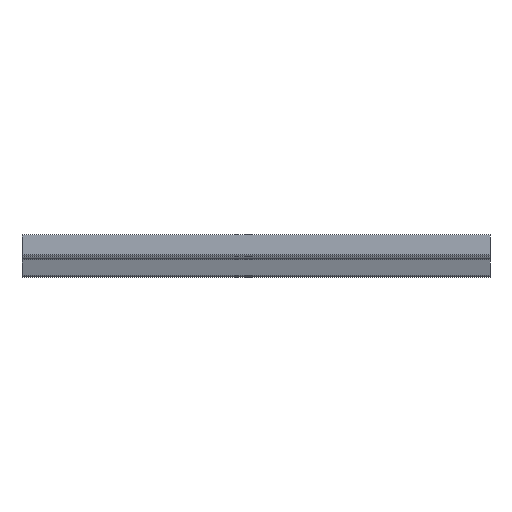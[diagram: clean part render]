
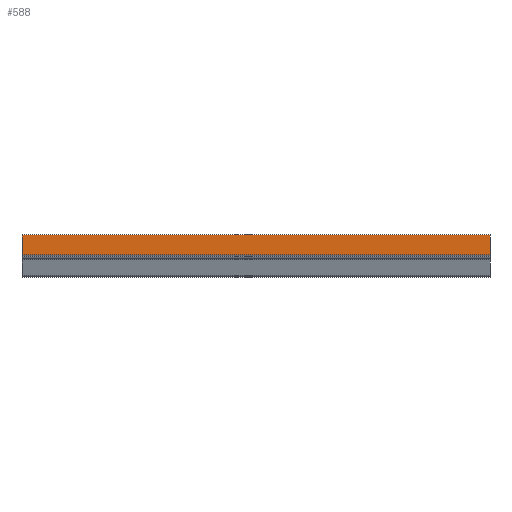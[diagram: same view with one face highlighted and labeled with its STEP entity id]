
A CAD part, front view. The second image highlights one B-rep face of the part: STEP entity #588.
In plain terms, the highlighted face is planar.
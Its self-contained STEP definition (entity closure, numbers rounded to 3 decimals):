
#229=CARTESIAN_POINT('',(0.0,0.0,50.0));
#230=VERTEX_POINT('',#229);
#237=CARTESIAN_POINT('',(0.,-2.1,50.0));
#238=VERTEX_POINT('',#237);
#239=CARTESIAN_POINT('',(0.,-2.1,50.0));
#240=DIRECTION('',(0.0,1.0,0.0));
#241=VECTOR('',#240,2.1);
#242=LINE('',#239,#241);
#243=EDGE_CURVE('',#238,#230,#242,.T.);
#407=CARTESIAN_POINT('',(0.,-2.1,0.0));
#408=VERTEX_POINT('',#407);
#416=CARTESIAN_POINT('',(0.0,0.0,0.0));
#417=VERTEX_POINT('',#416);
#418=CARTESIAN_POINT('',(0.,-2.1,0.0));
#419=DIRECTION('',(0.0,1.0,0.0));
#420=VECTOR('',#419,2.1);
#421=LINE('',#418,#420);
#422=EDGE_CURVE('',#408,#417,#421,.T.);
#505=CARTESIAN_POINT('',(0.,-2.1,0.0));
#506=DIRECTION('',(0.0,0.0,1.0));
#507=VECTOR('',#506,50.0);
#508=LINE('',#505,#507);
#509=EDGE_CURVE('',#408,#238,#508,.T.);
#572=CARTESIAN_POINT('',(0.,-2.3,0.0));
#573=DIRECTION('',(-1.0,0.0,0.0));
#574=DIRECTION('',(0.0,0.0,1.0));
#575=AXIS2_PLACEMENT_3D('',#572,#573,#574);
#576=PLANE('',#575);
#577=ORIENTED_EDGE('',*,*,#509,.T.);
#578=ORIENTED_EDGE('',*,*,#243,.T.);
#579=CARTESIAN_POINT('',(0.0,0.0,0.0));
#580=DIRECTION('',(0.0,0.0,1.0));
#581=VECTOR('',#580,50.0);
#582=LINE('',#579,#581);
#583=EDGE_CURVE('',#417,#230,#582,.T.);
#584=ORIENTED_EDGE('',*,*,#583,.F.);
#585=ORIENTED_EDGE('',*,*,#422,.F.);
#586=EDGE_LOOP('',(#577,#578,#584,#585));
#587=FACE_OUTER_BOUND('',#586,.T.);
#588=ADVANCED_FACE('',(#587),#576,.T.);
